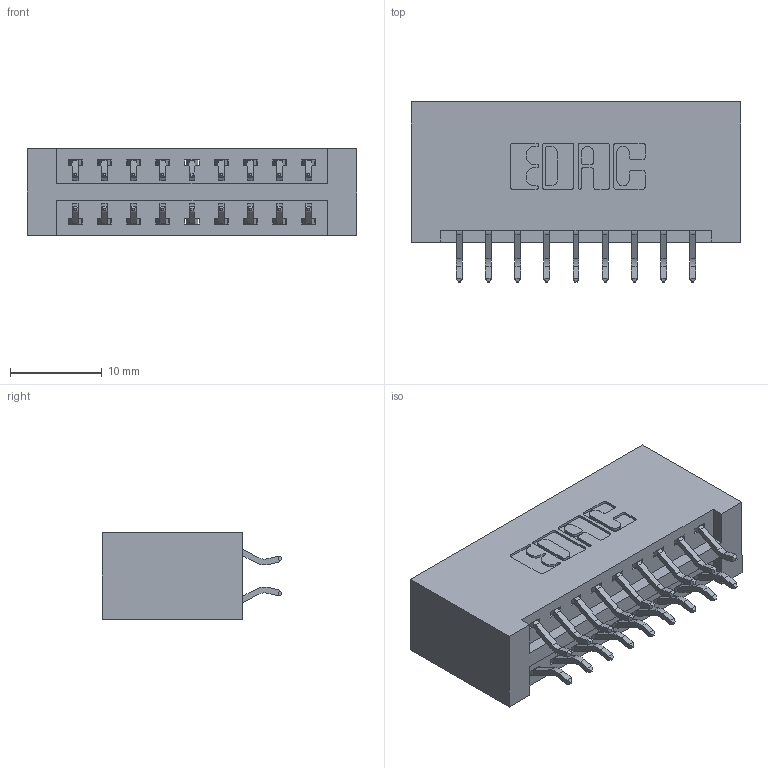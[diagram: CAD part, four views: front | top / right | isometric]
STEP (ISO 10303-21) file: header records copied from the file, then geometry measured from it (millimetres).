
FILE_DESCRIPTION (( 'STEP AP203' ), '1' );
FILE_NAME ('346-018-556-201.STEP', '2022-05-18T17:52:48', ( '' ), ( '' ), 'SwSTEP 2.0', 'SolidWorks 2020', '' );
FILE_SCHEMA (( 'CONFIG_CONTROL_DESIGN' ));
Length unit declared in the file: inch
Products named in the file (3): 346-018-556-201; 346 Part_No Mounting Lugs; 345-292-001_556 Tail
Assembly tree (19 placements, depth 2):
  346-018-556-201
    346 Part_No Mounting Lugs
    345-292-001_556 Tail  x18
Bounding box: 35.81 x 19.57 x 9.4 mm (x, y, z)
Volume: 3808.6 mm3; surface area: 4862.9 mm2
Topology: 19 solids, 19 shells, 1158 faces, 3419 edges, 2254 vertices
Faces by surface type: plane 774, cylinder 384
Entity records: 10259 total; most frequent: CARTESIAN_POINT 1748, ORIENTED_EDGE 1670, DIRECTION 1575, EDGE_CURVE 835, VECTOR 667, LINE 667, VERTEX_POINT 554, AXIS2_PLACEMENT_3D 454
